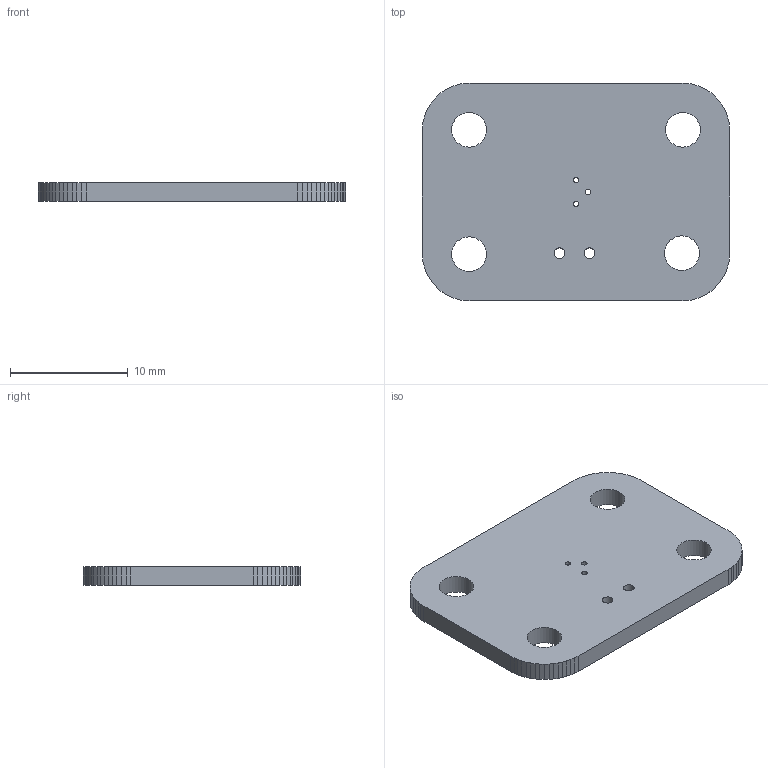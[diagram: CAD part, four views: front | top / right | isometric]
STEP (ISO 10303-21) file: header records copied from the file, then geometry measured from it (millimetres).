
FILE_DESCRIPTION(('KiCad electronic assembly'),'2;1');
FILE_NAME('LD_Breakout.step','2023-10-21T01:53:13',('Pcbnew'),('Kicad'), 'Open CASCADE STEP processor 7.7','KiCad to STEP converter','Unknown' );
FILE_SCHEMA(('AUTOMOTIVE_DESIGN { 1 0 10303 214 1 1 1 1 }'));
Length unit declared in the file: millimetre
Products named in the file (2): LD_Breakout 1; LD_Breakout PCB
Assembly tree (1 placements, depth 2):
  LD_Breakout 1
    LD_Breakout PCB
Bounding box: 26.16 x 18.54 x 1.6 mm (x, y, z)
Volume: 706.9 mm3; surface area: 1090.7 mm2
Topology: 1 solids, 1 shells, 79 faces, 231 edges, 154 vertices
Faces by surface type: plane 70, cylinder 9
Full cylindrical faces by diameter (mm): 0.46 x3, 0.9 x2, 2.946 x4
Entity records: 5725 total; most frequent: CARTESIAN_POINT 1036, DIRECTION 855, LINE 657, VECTOR 657, ORIENTED_EDGE 462, PCURVE 462, DEFINITIONAL_REPRESENTATION 462, EDGE_CURVE 231
